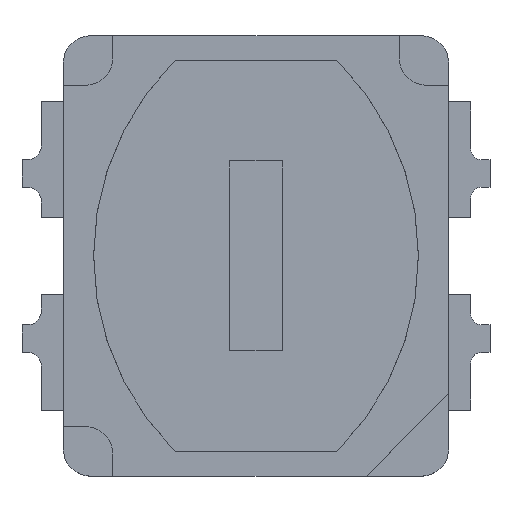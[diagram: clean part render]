
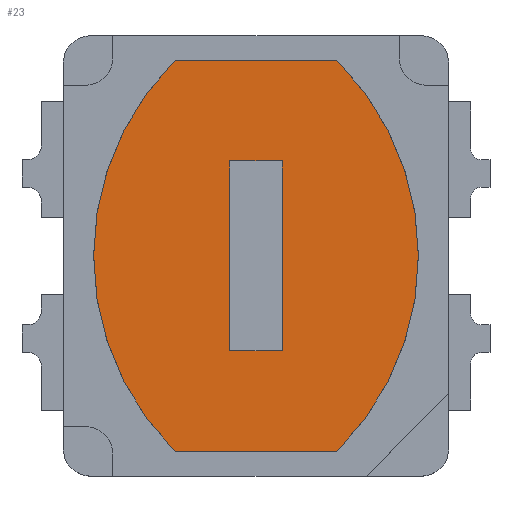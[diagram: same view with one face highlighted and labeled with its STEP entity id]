
A CAD part, top view. The second image highlights one B-rep face of the part: STEP entity #23.
In plain terms, the highlighted planar face has unit normal (0, 0, 1).
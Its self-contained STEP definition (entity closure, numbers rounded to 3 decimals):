
#12 = EDGE_CURVE ( 'NONE', #5056, #6690, #2775, .T. ) ;
#23 = ADVANCED_FACE ( 'NONE', ( #1190, #2983 ), #4769, .T. ) ;
#227 = DIRECTION ( 'NONE',  ( 1., 0., 0. ) ) ;
#391 = LINE ( 'NONE', #6680, #5227 ) ;
#427 = CARTESIAN_POINT ( 'NONE',  ( -2.051, 0., 0. ) ) ;
#461 = CARTESIAN_POINT ( 'NONE',  ( -0.475, 1.725, 0. ) ) ;
#466 = LINE ( 'NONE', #6753, #5984 ) ;
#505 = EDGE_CURVE ( 'NONE', #2581, #5056, #4906, .T. ) ;
#799 = VERTEX_POINT ( 'NONE', #1429 ) ;
#955 = DIRECTION ( 'NONE',  ( 0., 0., 1. ) ) ;
#1190 = FACE_BOUND ( 'NONE', #6793, .T. ) ;
#1206 = CIRCLE ( 'NONE', #5054, 5. ) ;
#1270 = CARTESIAN_POINT ( 'NONE',  ( 1.47, -3.55, 0. ) ) ;
#1336 = EDGE_LOOP ( 'NONE', ( #6848, #2882, #1852, #2679, #1676 ) ) ;
#1347 = DIRECTION ( 'NONE',  ( 0., -1., 0. ) ) ;
#1358 = CARTESIAN_POINT ( 'NONE',  ( -0.475, -1.725, 0. ) ) ;
#1394 = ORIENTED_EDGE ( 'NONE', *, *, #505, .T. ) ;
#1399 = DIRECTION ( 'NONE',  ( -1., 0., 0. ) ) ;
#1429 = CARTESIAN_POINT ( 'NONE',  ( 2.949, 0., 0. ) ) ;
#1516 = VECTOR ( 'NONE', #3438, 1000. ) ;
#1602 = EDGE_CURVE ( 'NONE', #4572, #5274, #391, .T. ) ;
#1667 = CARTESIAN_POINT ( 'NONE',  ( 2.051, 0., 0. ) ) ;
#1676 = ORIENTED_EDGE ( 'NONE', *, *, #6161, .T. ) ;
#1852 = ORIENTED_EDGE ( 'NONE', *, *, #6907, .T. ) ;
#2067 = CARTESIAN_POINT ( 'NONE',  ( 0.475, 1.725, 0. ) ) ;
#2113 = CARTESIAN_POINT ( 'NONE',  ( -1.47, 3.55, 0. ) ) ;
#2130 = CARTESIAN_POINT ( 'NONE',  ( 1.47, 3.55, 0. ) ) ;
#2137 = EDGE_CURVE ( 'NONE', #6690, #6017, #4940, .T. ) ;
#2174 = VECTOR ( 'NONE', #1399, 1000. ) ;
#2527 = AXIS2_PLACEMENT_3D ( 'NONE', #427, #5277, #4550 ) ;
#2568 = EDGE_CURVE ( 'NONE', #799, #3137, #3328, .T. ) ;
#2581 = VERTEX_POINT ( 'NONE', #461 ) ;
#2602 = DIRECTION ( 'NONE',  ( 1., 0., 0. ) ) ;
#2623 = VECTOR ( 'NONE', #1347, 1000. ) ;
#2679 = ORIENTED_EDGE ( 'NONE', *, *, #2568, .T. ) ;
#2775 = LINE ( 'NONE', #2067, #2623 ) ;
#2822 = LINE ( 'NONE', #2113, #2174 ) ;
#2882 = ORIENTED_EDGE ( 'NONE', *, *, #1602, .T. ) ;
#2983 = FACE_OUTER_BOUND ( 'NONE', #1336, .T. ) ;
#3051 = CARTESIAN_POINT ( 'NONE',  ( -1.47, 3.55, 0. ) ) ;
#3137 = VERTEX_POINT ( 'NONE', #2130 ) ;
#3314 = DIRECTION ( 'NONE',  ( 0., 0., 1. ) ) ;
#3328 = CIRCLE ( 'NONE', #3827, 5. ) ;
#3438 = DIRECTION ( 'NONE',  ( 1., 0., 0. ) ) ;
#3479 = DIRECTION ( 'NONE',  ( -1., 0., 0. ) ) ;
#3517 = AXIS2_PLACEMENT_3D ( 'NONE', #4045, #3314, #2602 ) ;
#3674 = CARTESIAN_POINT ( 'NONE',  ( 0.475, 1.725, 0. ) ) ;
#3701 = EDGE_CURVE ( 'NONE', #4387, #4572, #1206, .T. ) ;
#3827 = AXIS2_PLACEMENT_3D ( 'NONE', #5474, #4762, #4039 ) ;
#4039 = DIRECTION ( 'NONE',  ( -1., 0., 0. ) ) ;
#4045 = CARTESIAN_POINT ( 'NONE',  ( 2.051, 0., 0. ) ) ;
#4186 = CARTESIAN_POINT ( 'NONE',  ( -0.475, 1.725, 0. ) ) ;
#4223 = CARTESIAN_POINT ( 'NONE',  ( -0.475, -1.725, 0. ) ) ;
#4387 = VERTEX_POINT ( 'NONE', #3051 ) ;
#4550 = DIRECTION ( 'NONE',  ( -1., 0., 0. ) ) ;
#4572 = VERTEX_POINT ( 'NONE', #6360 ) ;
#4762 = DIRECTION ( 'NONE',  ( 0., 0., 1. ) ) ;
#4769 = PLANE ( 'NONE',  #3517 ) ;
#4906 = LINE ( 'NONE', #4186, #1516 ) ;
#4940 = LINE ( 'NONE', #4223, #5183 ) ;
#5054 = AXIS2_PLACEMENT_3D ( 'NONE', #1667, #955, #227 ) ;
#5056 = VERTEX_POINT ( 'NONE', #3674 ) ;
#5088 = ORIENTED_EDGE ( 'NONE', *, *, #6977, .T. ) ;
#5183 = VECTOR ( 'NONE', #3479, 1000. ) ;
#5227 = VECTOR ( 'NONE', #5965, 1000. ) ;
#5274 = VERTEX_POINT ( 'NONE', #1270 ) ;
#5277 = DIRECTION ( 'NONE',  ( 0., 0., 1. ) ) ;
#5474 = CARTESIAN_POINT ( 'NONE',  ( -2.051, 0., 0. ) ) ;
#5591 = CARTESIAN_POINT ( 'NONE',  ( 0.475, -1.725, 0. ) ) ;
#5670 = ORIENTED_EDGE ( 'NONE', *, *, #12, .T. ) ;
#5965 = DIRECTION ( 'NONE',  ( 1., 0., 0. ) ) ;
#5984 = VECTOR ( 'NONE', #6029, 1000. ) ;
#6017 = VERTEX_POINT ( 'NONE', #1358 ) ;
#6029 = DIRECTION ( 'NONE',  ( 0., 1., 0. ) ) ;
#6161 = EDGE_CURVE ( 'NONE', #3137, #4387, #2822, .T. ) ;
#6291 = CIRCLE ( 'NONE', #2527, 5. ) ;
#6360 = CARTESIAN_POINT ( 'NONE',  ( -1.47, -3.55, 0. ) ) ;
#6680 = CARTESIAN_POINT ( 'NONE',  ( -1.47, -3.55, 0. ) ) ;
#6690 = VERTEX_POINT ( 'NONE', #5591 ) ;
#6717 = ORIENTED_EDGE ( 'NONE', *, *, #2137, .T. ) ;
#6753 = CARTESIAN_POINT ( 'NONE',  ( -0.475, 1.725, 0. ) ) ;
#6793 = EDGE_LOOP ( 'NONE', ( #1394, #5670, #6717, #5088 ) ) ;
#6848 = ORIENTED_EDGE ( 'NONE', *, *, #3701, .T. ) ;
#6907 = EDGE_CURVE ( 'NONE', #5274, #799, #6291, .T. ) ;
#6977 = EDGE_CURVE ( 'NONE', #6017, #2581, #466, .T. ) ;
